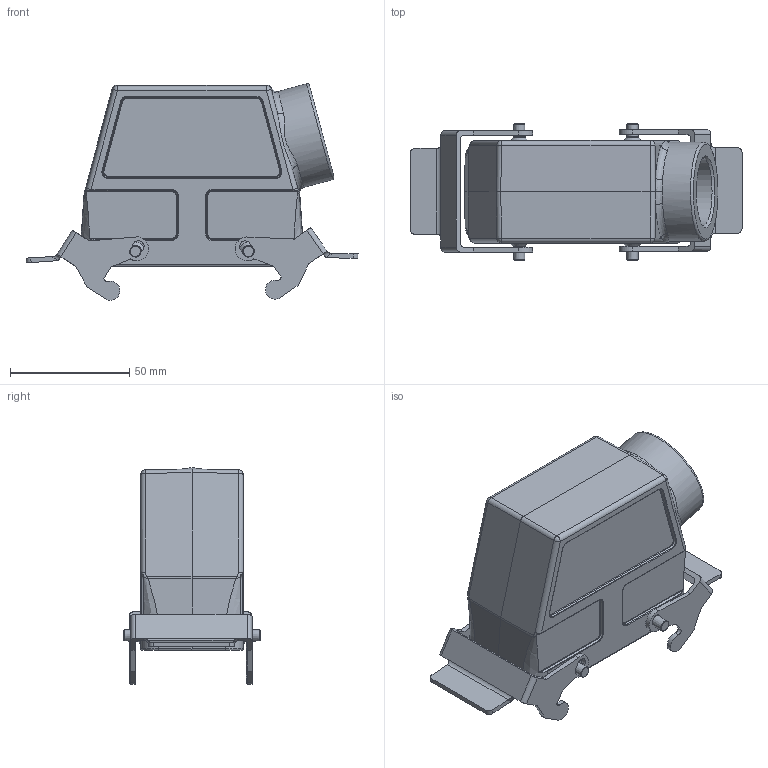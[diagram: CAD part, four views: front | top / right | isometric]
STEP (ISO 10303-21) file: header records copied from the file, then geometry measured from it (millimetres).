
FILE_DESCRIPTION((''),'2;1');
FILE_NAME('04300160530.stp','2020-07-07T14:20:56',('e.eickhoff'),(''),'Autodesk Inventor 2012','Autodesk Inventor 2012','');
FILE_SCHEMA(('AUTOMOTIVE_DESIGN { 1 0 10303 214 1 1 1 1 }'));
Length unit declared in the file: millimetre
Products named in the file (3): 04300160530; Metallbügel Quer
Assembly tree (3 placements, depth 2):
  04300160530
    04300160530
    Metallbügel Quer  x2
Bounding box: 139.35 x 57.2 x 90.86 mm (x, y, z)
Volume: 90912.4 mm3; surface area: 54629.3 mm2
Topology: 3 solids, 3 shells, 542 faces, 1932 edges, 1995 vertices
Faces by surface type: plane 219, cylinder 167, bspline 66, torus 43, cone 41, sphere 6
Full cylindrical faces by diameter (mm): 3 x4, 23.6 x1, 28.3 x1, 41.65 x1
Entity records: 21494 total; most frequent: CARTESIAN_POINT 6624, DIRECTION 2840, ORIENTED_EDGE 2316, EDGE_CURVE 1158, AXIS2_PLACEMENT_3D 1047, VECTOR 746, LINE 746, VERTEX_POINT 722
